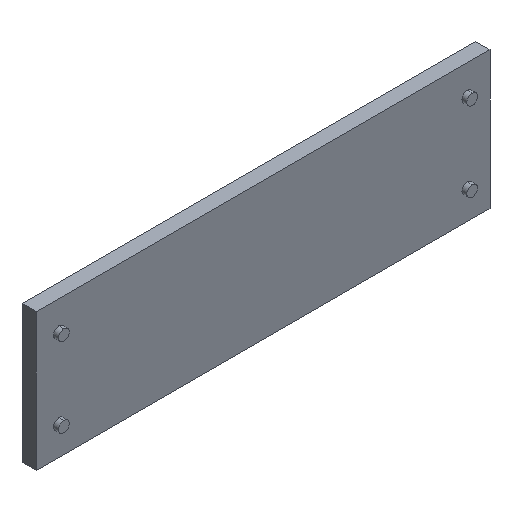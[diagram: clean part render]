
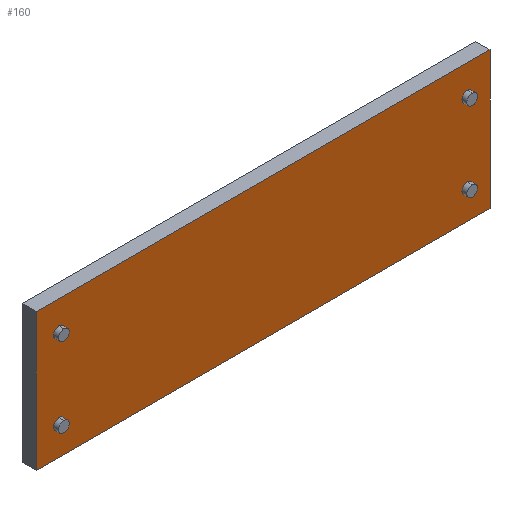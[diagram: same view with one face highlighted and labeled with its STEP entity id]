
A CAD part, isometric view. The second image highlights one B-rep face of the part: STEP entity #160.
In plain terms, the highlighted planar face has unit normal (0, -1, 0).
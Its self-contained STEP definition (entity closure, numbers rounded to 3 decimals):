
#4 = CIRCLE ( 'NONE', #385, 3. ) ;
#5 = FACE_OUTER_BOUND ( 'NONE', #381, .T. ) ;
#6 = CIRCLE ( 'NONE', #123, 3. ) ;
#10 = LINE ( 'NONE', #486, #596 ) ;
#11 = DIRECTION ( 'NONE',  ( 0., -1., 0. ) ) ;
#23 = AXIS2_PLACEMENT_3D ( 'NONE', #481, #693, #471 ) ;
#28 = LINE ( 'NONE', #231, #124 ) ;
#31 = LINE ( 'NONE', #298, #583 ) ;
#41 = EDGE_LOOP ( 'NONE', ( #718, #775 ) ) ;
#42 = DIRECTION ( 'NONE',  ( 0., 0., 1. ) ) ;
#56 = ORIENTED_EDGE ( 'NONE', *, *, #550, .F. ) ;
#85 = EDGE_LOOP ( 'NONE', ( #462, #841 ) ) ;
#91 = CARTESIAN_POINT ( 'NONE',  ( -114.3, -4., -19.22 ) ) ;
#92 = DIRECTION ( 'NONE',  ( 0., -1., 0. ) ) ;
#104 = ORIENTED_EDGE ( 'NONE', *, *, #376, .F. ) ;
#113 = VERTEX_POINT ( 'NONE', #323 ) ;
#120 = VERTEX_POINT ( 'NONE', #520 ) ;
#123 = AXIS2_PLACEMENT_3D ( 'NONE', #382, #852, #42 ) ;
#124 = VECTOR ( 'NONE', #704, 1000. ) ;
#131 = VERTEX_POINT ( 'NONE', #523 ) ;
#141 = CARTESIAN_POINT ( 'NONE',  ( -114.3, -4., 19.22 ) ) ;
#147 = FACE_BOUND ( 'NONE', #405, .T. ) ;
#151 = EDGE_CURVE ( 'NONE', #254, #765, #4, .T. ) ;
#153 = DIRECTION ( 'NONE',  ( 1., 0., 0. ) ) ;
#156 = VERTEX_POINT ( 'NONE', #874 ) ;
#159 = FACE_BOUND ( 'NONE', #85, .T. ) ;
#160 = ADVANCED_FACE ( 'NONE', ( #404, #147, #818, #159, #5 ), #415, .F. ) ;
#197 = EDGE_CURVE ( 'NONE', #113, #721, #742, .T. ) ;
#204 = ORIENTED_EDGE ( 'NONE', *, *, #197, .F. ) ;
#208 = VECTOR ( 'NONE', #153, 1000. ) ;
#210 = CIRCLE ( 'NONE', #517, 3. ) ;
#223 = CARTESIAN_POINT ( 'NONE',  ( 127., -4., 38.5 ) ) ;
#231 = CARTESIAN_POINT ( 'NONE',  ( 127., -4., -38.5 ) ) ;
#235 = EDGE_LOOP ( 'NONE', ( #56, #204 ) ) ;
#254 = VERTEX_POINT ( 'NONE', #141 ) ;
#258 = AXIS2_PLACEMENT_3D ( 'NONE', #267, #663, #375 ) ;
#263 = VERTEX_POINT ( 'NONE', #223 ) ;
#267 = CARTESIAN_POINT ( 'NONE',  ( 114.3, -4., -22.22 ) ) ;
#271 = EDGE_CURVE ( 'NONE', #131, #524, #600, .T. ) ;
#278 = DIRECTION ( 'NONE',  ( 0., 0., 1. ) ) ;
#298 = CARTESIAN_POINT ( 'NONE',  ( -127., -4., -38.5 ) ) ;
#305 = CARTESIAN_POINT ( 'NONE',  ( -114.3, -4., 25.22 ) ) ;
#323 = CARTESIAN_POINT ( 'NONE',  ( 114.3, -4., -19.22 ) ) ;
#324 = VERTEX_POINT ( 'NONE', #831 ) ;
#329 = EDGE_CURVE ( 'NONE', #263, #120, #28, .T. ) ;
#330 = ORIENTED_EDGE ( 'NONE', *, *, #329, .F. ) ;
#337 = DIRECTION ( 'NONE',  ( 0., -1., 0. ) ) ;
#370 = EDGE_CURVE ( 'NONE', #120, #156, #31, .T. ) ;
#372 = AXIS2_PLACEMENT_3D ( 'NONE', #418, #675, #814 ) ;
#375 = DIRECTION ( 'NONE',  ( 0., 0., 1. ) ) ;
#376 = EDGE_CURVE ( 'NONE', #524, #131, #653, .T. ) ;
#381 = EDGE_LOOP ( 'NONE', ( #330, #832, #452, #642 ) ) ;
#382 = CARTESIAN_POINT ( 'NONE',  ( -114.3, -4., 22.22 ) ) ;
#385 = AXIS2_PLACEMENT_3D ( 'NONE', #862, #794, #541 ) ;
#404 = FACE_BOUND ( 'NONE', #235, .T. ) ;
#405 = EDGE_LOOP ( 'NONE', ( #796, #104 ) ) ;
#415 = PLANE ( 'NONE',  #372 ) ;
#418 = CARTESIAN_POINT ( 'NONE',  ( 0., -4., 0. ) ) ;
#430 = AXIS2_PLACEMENT_3D ( 'NONE', #758, #11, #278 ) ;
#443 = DIRECTION ( 'NONE',  ( 0., 0., 1. ) ) ;
#452 = ORIENTED_EDGE ( 'NONE', *, *, #621, .F. ) ;
#454 = EDGE_CURVE ( 'NONE', #716, #694, #785, .T. ) ;
#460 = CARTESIAN_POINT ( 'NONE',  ( 114.3, -4., 25.22 ) ) ;
#462 = ORIENTED_EDGE ( 'NONE', *, *, #504, .F. ) ;
#471 = DIRECTION ( 'NONE',  ( 0., 0., 1. ) ) ;
#481 = CARTESIAN_POINT ( 'NONE',  ( 114.3, -4., -22.22 ) ) ;
#483 = DIRECTION ( 'NONE',  ( 0., 0., 1. ) ) ;
#486 = CARTESIAN_POINT ( 'NONE',  ( -127., -4., -38.5 ) ) ;
#490 = CARTESIAN_POINT ( 'NONE',  ( -127., -4., 38.5 ) ) ;
#494 = CARTESIAN_POINT ( 'NONE',  ( 114.3, -4., -25.22 ) ) ;
#504 = EDGE_CURVE ( 'NONE', #694, #716, #210, .T. ) ;
#514 = CIRCLE ( 'NONE', #258, 3. ) ;
#517 = AXIS2_PLACEMENT_3D ( 'NONE', #647, #337, #798 ) ;
#520 = CARTESIAN_POINT ( 'NONE',  ( 127., -4., -38.5 ) ) ;
#523 = CARTESIAN_POINT ( 'NONE',  ( 114.3, -4., 19.22 ) ) ;
#524 = VERTEX_POINT ( 'NONE', #460 ) ;
#541 = DIRECTION ( 'NONE',  ( 0., 0., 1. ) ) ;
#543 = AXIS2_PLACEMENT_3D ( 'NONE', #566, #779, #443 ) ;
#550 = EDGE_CURVE ( 'NONE', #721, #113, #514, .T. ) ;
#566 = CARTESIAN_POINT ( 'NONE',  ( -114.3, -4., -22.22 ) ) ;
#570 = CARTESIAN_POINT ( 'NONE',  ( 114.3, -4., 22.22 ) ) ;
#583 = VECTOR ( 'NONE', #774, 1000. ) ;
#596 = VECTOR ( 'NONE', #483, 1000. ) ;
#600 = CIRCLE ( 'NONE', #430, 3. ) ;
#621 = EDGE_CURVE ( 'NONE', #156, #324, #10, .T. ) ;
#642 = ORIENTED_EDGE ( 'NONE', *, *, #370, .F. ) ;
#647 = CARTESIAN_POINT ( 'NONE',  ( -114.3, -4., -22.22 ) ) ;
#653 = CIRCLE ( 'NONE', #870, 3. ) ;
#663 = DIRECTION ( 'NONE',  ( 0., -1., 0. ) ) ;
#675 = DIRECTION ( 'NONE',  ( 0., 1., 0. ) ) ;
#693 = DIRECTION ( 'NONE',  ( 0., -1., 0. ) ) ;
#694 = VERTEX_POINT ( 'NONE', #833 ) ;
#704 = DIRECTION ( 'NONE',  ( 0., 0., -1. ) ) ;
#716 = VERTEX_POINT ( 'NONE', #91 ) ;
#718 = ORIENTED_EDGE ( 'NONE', *, *, #151, .F. ) ;
#721 = VERTEX_POINT ( 'NONE', #494 ) ;
#742 = CIRCLE ( 'NONE', #23, 3. ) ;
#751 = EDGE_CURVE ( 'NONE', #324, #263, #763, .T. ) ;
#758 = CARTESIAN_POINT ( 'NONE',  ( 114.3, -4., 22.22 ) ) ;
#763 = LINE ( 'NONE', #490, #208 ) ;
#764 = DIRECTION ( 'NONE',  ( 0., 0., 1. ) ) ;
#765 = VERTEX_POINT ( 'NONE', #305 ) ;
#774 = DIRECTION ( 'NONE',  ( -1., 0., 0. ) ) ;
#775 = ORIENTED_EDGE ( 'NONE', *, *, #848, .F. ) ;
#779 = DIRECTION ( 'NONE',  ( 0., -1., 0. ) ) ;
#785 = CIRCLE ( 'NONE', #543, 3. ) ;
#794 = DIRECTION ( 'NONE',  ( 0., -1., 0. ) ) ;
#796 = ORIENTED_EDGE ( 'NONE', *, *, #271, .F. ) ;
#798 = DIRECTION ( 'NONE',  ( 0., 0., 1. ) ) ;
#814 = DIRECTION ( 'NONE',  ( 0., 0., 1. ) ) ;
#818 = FACE_BOUND ( 'NONE', #41, .T. ) ;
#831 = CARTESIAN_POINT ( 'NONE',  ( -127., -4., 38.5 ) ) ;
#832 = ORIENTED_EDGE ( 'NONE', *, *, #751, .F. ) ;
#833 = CARTESIAN_POINT ( 'NONE',  ( -114.3, -4., -25.22 ) ) ;
#841 = ORIENTED_EDGE ( 'NONE', *, *, #454, .F. ) ;
#848 = EDGE_CURVE ( 'NONE', #765, #254, #6, .T. ) ;
#852 = DIRECTION ( 'NONE',  ( 0., -1., 0. ) ) ;
#862 = CARTESIAN_POINT ( 'NONE',  ( -114.3, -4., 22.22 ) ) ;
#870 = AXIS2_PLACEMENT_3D ( 'NONE', #570, #92, #764 ) ;
#874 = CARTESIAN_POINT ( 'NONE',  ( -127., -4., -38.5 ) ) ;
